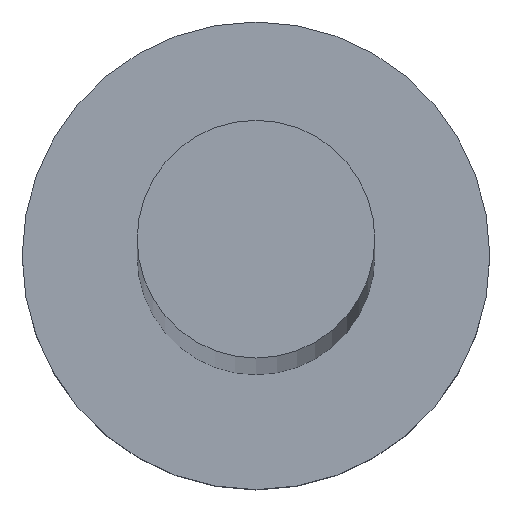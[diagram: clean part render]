
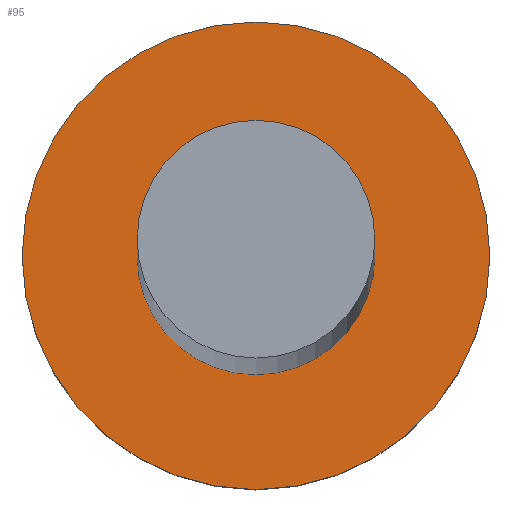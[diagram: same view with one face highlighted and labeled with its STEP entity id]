
A CAD part, top view. The second image highlights one B-rep face of the part: STEP entity #95.
In plain terms, the highlighted planar face has unit normal (0, 0, 1).
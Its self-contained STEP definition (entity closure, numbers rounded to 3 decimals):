
#3 = AXIS2_PLACEMENT_3D ( 'NONE', #33, #232, #251 ) ;
#7 = VERTEX_POINT ( 'NONE', #84 ) ;
#9 = CIRCLE ( 'NONE', #66, 6. ) ;
#10 = VERTEX_POINT ( 'NONE', #61 ) ;
#29 = DIRECTION ( 'NONE',  ( 1., 0., 0. ) ) ;
#33 = CARTESIAN_POINT ( 'NONE',  ( 0., 0., 5. ) ) ;
#39 = VERTEX_POINT ( 'NONE', #167 ) ;
#45 = DIRECTION ( 'NONE',  ( 1., 0., 0. ) ) ;
#61 = CARTESIAN_POINT ( 'NONE',  ( -3.05, 0., 5. ) ) ;
#66 = AXIS2_PLACEMENT_3D ( 'NONE', #202, #240, #29 ) ;
#84 = CARTESIAN_POINT ( 'NONE',  ( 6., 0., 5. ) ) ;
#95 = ADVANCED_FACE ( 'NONE', ( #128, #108 ), #162, .T. ) ;
#96 = DIRECTION ( 'NONE',  ( 0., 0., 1. ) ) ;
#101 = EDGE_CURVE ( 'NONE', #146, #7, #9, .T. ) ;
#108 = FACE_OUTER_BOUND ( 'NONE', #242, .T. ) ;
#121 = ORIENTED_EDGE ( 'NONE', *, *, #101, .T. ) ;
#128 = FACE_BOUND ( 'NONE', #182, .T. ) ;
#129 = DIRECTION ( 'NONE',  ( 0., 0., 1. ) ) ;
#134 = EDGE_CURVE ( 'NONE', #10, #39, #141, .T. ) ;
#141 = CIRCLE ( 'NONE', #155, 3.05 ) ;
#146 = VERTEX_POINT ( 'NONE', #154 ) ;
#148 = EDGE_CURVE ( 'NONE', #7, #146, #183, .T. ) ;
#153 = CARTESIAN_POINT ( 'NONE',  ( 0., 0., 5. ) ) ;
#154 = CARTESIAN_POINT ( 'NONE',  ( -6., 0., 5. ) ) ;
#155 = AXIS2_PLACEMENT_3D ( 'NONE', #172, #96, #208 ) ;
#162 = PLANE ( 'NONE',  #221 ) ;
#167 = CARTESIAN_POINT ( 'NONE',  ( 3.05, 0., 5. ) ) ;
#172 = CARTESIAN_POINT ( 'NONE',  ( 0., 0., 5. ) ) ;
#175 = ORIENTED_EDGE ( 'NONE', *, *, #207, .F. ) ;
#181 = CARTESIAN_POINT ( 'NONE',  ( 0., 0., 5. ) ) ;
#182 = EDGE_LOOP ( 'NONE', ( #193, #175 ) ) ;
#183 = CIRCLE ( 'NONE', #234, 6. ) ;
#193 = ORIENTED_EDGE ( 'NONE', *, *, #134, .F. ) ;
#202 = CARTESIAN_POINT ( 'NONE',  ( 0., 0., 5. ) ) ;
#205 = DIRECTION ( 'NONE',  ( 1., 0., 0. ) ) ;
#207 = EDGE_CURVE ( 'NONE', #39, #10, #233, .T. ) ;
#208 = DIRECTION ( 'NONE',  ( 1., 0., 0. ) ) ;
#220 = ORIENTED_EDGE ( 'NONE', *, *, #148, .T. ) ;
#221 = AXIS2_PLACEMENT_3D ( 'NONE', #181, #129, #45 ) ;
#232 = DIRECTION ( 'NONE',  ( 0., 0., 1. ) ) ;
#233 = CIRCLE ( 'NONE', #3, 3.05 ) ;
#234 = AXIS2_PLACEMENT_3D ( 'NONE', #153, #250, #205 ) ;
#240 = DIRECTION ( 'NONE',  ( 0., 0., 1. ) ) ;
#242 = EDGE_LOOP ( 'NONE', ( #121, #220 ) ) ;
#250 = DIRECTION ( 'NONE',  ( 0., 0., 1. ) ) ;
#251 = DIRECTION ( 'NONE',  ( 1., 0., 0. ) ) ;
